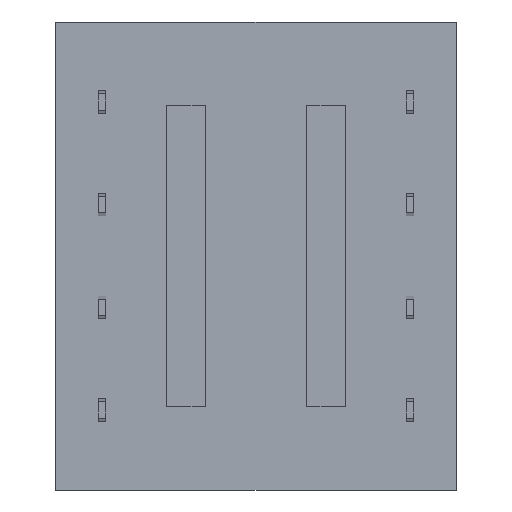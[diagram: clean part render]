
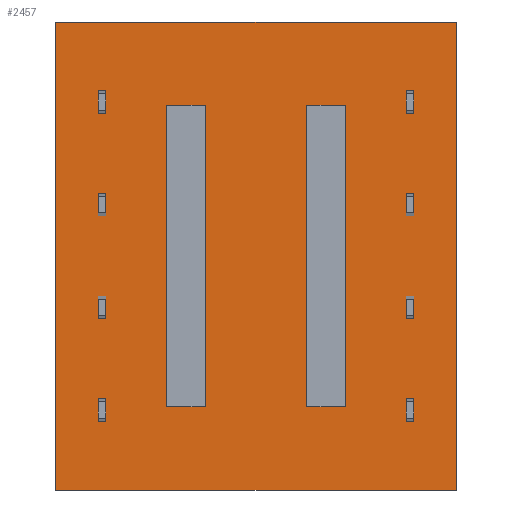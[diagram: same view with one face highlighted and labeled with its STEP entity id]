
A CAD part, front view. The second image highlights one B-rep face of the part: STEP entity #2457.
In plain terms, the highlighted planar face has unit normal (0, -1, 0).
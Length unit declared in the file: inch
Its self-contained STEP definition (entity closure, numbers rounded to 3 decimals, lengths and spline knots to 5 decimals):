
#44 = EDGE_CURVE ( 'NONE', #6007, #6948, #2059, .T. ) ;
#163 = FACE_BOUND ( 'NONE', #6999, .T. ) ;
#263 = VECTOR ( 'NONE', #5120, 39.37008 ) ;
#323 = DIRECTION ( 'NONE',  ( 0., 0., -1. ) ) ;
#449 = LINE ( 'NONE', #6589, #2965 ) ;
#498 = DIRECTION ( 'NONE',  ( -1., 0., 0. ) ) ;
#735 = CARTESIAN_POINT ( 'NONE',  ( -0.04941, -0.05413, 0.10079 ) ) ;
#860 = EDGE_CURVE ( 'NONE', #7222, #3024, #449, .T. ) ;
#907 = CARTESIAN_POINT ( 'NONE',  ( -0.19488, -0.05413, 0.18209 ) ) ;
#1008 = CARTESIAN_POINT ( 'NONE',  ( -0.04941, -0.05413, -0.19252 ) ) ;
#1146 = EDGE_LOOP ( 'NONE', ( #5891, #6713, #2396, #4537 ) ) ;
#1157 = VERTEX_POINT ( 'NONE', #1008 ) ;
#1197 = ORIENTED_EDGE ( 'NONE', *, *, #860, .T. ) ;
#1250 = CARTESIAN_POINT ( 'NONE',  ( 0.19488, -0.05413, -0.27382 ) ) ;
#1340 = ORIENTED_EDGE ( 'NONE', *, *, #1548, .T. ) ;
#1413 = DIRECTION ( 'NONE',  ( 0., 0., -1. ) ) ;
#1486 = LINE ( 'NONE', #735, #2964 ) ;
#1517 = DIRECTION ( 'NONE',  ( 1., 0., 0. ) ) ;
#1548 = EDGE_CURVE ( 'NONE', #3024, #6007, #5278, .T. ) ;
#1554 = VECTOR ( 'NONE', #2106, 39.37008 ) ;
#1656 = DIRECTION ( 'NONE',  ( 0., 0., 1. ) ) ;
#1760 = EDGE_CURVE ( 'NONE', #5265, #6701, #5473, .T. ) ;
#1965 = VECTOR ( 'NONE', #3523, 39.37008 ) ;
#2059 = LINE ( 'NONE', #907, #4548 ) ;
#2106 = DIRECTION ( 'NONE',  ( 0., 0., -1. ) ) ;
#2353 = DIRECTION ( 'NONE',  ( 0., 0., -1. ) ) ;
#2396 = ORIENTED_EDGE ( 'NONE', *, *, #3650, .F. ) ;
#2457 = ADVANCED_FACE ( 'NONE', ( #4554, #5757, #163 ), #3314, .F. ) ;
#2530 = DIRECTION ( 'NONE',  ( 0., 0., 1. ) ) ;
#2731 = VERTEX_POINT ( 'NONE', #5024 ) ;
#2733 = EDGE_CURVE ( 'NONE', #7442, #1157, #5872, .T. ) ;
#2771 = CARTESIAN_POINT ( 'NONE',  ( 0.0872, -0.05413, 0.10079 ) ) ;
#2964 = VECTOR ( 'NONE', #2530, 39.37008 ) ;
#2965 = VECTOR ( 'NONE', #1656, 39.37008 ) ;
#2972 = VECTOR ( 'NONE', #5093, 39.37008 ) ;
#2975 = LINE ( 'NONE', #4071, #5119 ) ;
#3003 = LINE ( 'NONE', #1250, #3355 ) ;
#3024 = VERTEX_POINT ( 'NONE', #3301 ) ;
#3038 = CARTESIAN_POINT ( 'NONE',  ( 0.0872, -0.05413, -0.19252 ) ) ;
#3231 = CARTESIAN_POINT ( 'NONE',  ( -0.0872, -0.05413, 0.10079 ) ) ;
#3301 = CARTESIAN_POINT ( 'NONE',  ( 0.19488, -0.05413, 0.18209 ) ) ;
#3314 = PLANE ( 'NONE',  #4772 ) ;
#3330 = CARTESIAN_POINT ( 'NONE',  ( 0.04941, -0.05413, 0.10079 ) ) ;
#3355 = VECTOR ( 'NONE', #6903, 39.37008 ) ;
#3516 = ORIENTED_EDGE ( 'NONE', *, *, #4742, .F. ) ;
#3523 = DIRECTION ( 'NONE',  ( -1., 0., 0. ) ) ;
#3532 = ORIENTED_EDGE ( 'NONE', *, *, #1760, .F. ) ;
#3558 = ORIENTED_EDGE ( 'NONE', *, *, #5779, .F. ) ;
#3646 = CARTESIAN_POINT ( 'NONE',  ( 0.04941, -0.05413, 0.10079 ) ) ;
#3650 = EDGE_CURVE ( 'NONE', #5097, #7442, #5340, .T. ) ;
#3814 = VECTOR ( 'NONE', #2353, 39.37008 ) ;
#3834 = ORIENTED_EDGE ( 'NONE', *, *, #6382, .F. ) ;
#4071 = CARTESIAN_POINT ( 'NONE',  ( 0.0872, -0.05413, 0.10079 ) ) ;
#4392 = ORIENTED_EDGE ( 'NONE', *, *, #6690, .F. ) ;
#4476 = DIRECTION ( 'NONE',  ( 0., 1., 0. ) ) ;
#4537 = ORIENTED_EDGE ( 'NONE', *, *, #5319, .F. ) ;
#4548 = VECTOR ( 'NONE', #323, 39.37008 ) ;
#4554 = FACE_BOUND ( 'NONE', #1146, .T. ) ;
#4742 = EDGE_CURVE ( 'NONE', #7222, #6948, #3003, .T. ) ;
#4761 = CARTESIAN_POINT ( 'NONE',  ( 0.04941, -0.05413, 0.10079 ) ) ;
#4772 = AXIS2_PLACEMENT_3D ( 'NONE', #5678, #4476, #1413 ) ;
#4925 = CARTESIAN_POINT ( 'NONE',  ( -0.0872, -0.05413, 0.10079 ) ) ;
#5024 = CARTESIAN_POINT ( 'NONE',  ( -0.04941, -0.05413, 0.10079 ) ) ;
#5062 = EDGE_CURVE ( 'NONE', #1157, #2731, #1486, .T. ) ;
#5081 = CARTESIAN_POINT ( 'NONE',  ( -0.19488, -0.05413, 0.18209 ) ) ;
#5093 = DIRECTION ( 'NONE',  ( -1., 0., 0. ) ) ;
#5097 = VERTEX_POINT ( 'NONE', #3231 ) ;
#5119 = VECTOR ( 'NONE', #6584, 39.37008 ) ;
#5120 = DIRECTION ( 'NONE',  ( 1., 0., 0. ) ) ;
#5182 = VECTOR ( 'NONE', #1517, 39.37008 ) ;
#5231 = VECTOR ( 'NONE', #498, 39.37008 ) ;
#5265 = VERTEX_POINT ( 'NONE', #2771 ) ;
#5278 = LINE ( 'NONE', #5882, #1965 ) ;
#5319 = EDGE_CURVE ( 'NONE', #2731, #5097, #6952, .T. ) ;
#5340 = LINE ( 'NONE', #7870, #3814 ) ;
#5371 = EDGE_LOOP ( 'NONE', ( #5551, #3516, #1197, #1340 ) ) ;
#5473 = LINE ( 'NONE', #3646, #5231 ) ;
#5539 = CARTESIAN_POINT ( 'NONE',  ( 0.04941, -0.05413, -0.19252 ) ) ;
#5551 = ORIENTED_EDGE ( 'NONE', *, *, #44, .T. ) ;
#5678 = CARTESIAN_POINT ( 'NONE',  ( 0., -0.05413, 0.05413 ) ) ;
#5757 = FACE_OUTER_BOUND ( 'NONE', #5371, .T. ) ;
#5779 = EDGE_CURVE ( 'NONE', #6701, #6833, #6613, .T. ) ;
#5872 = LINE ( 'NONE', #7841, #5182 ) ;
#5882 = CARTESIAN_POINT ( 'NONE',  ( 0.19488, -0.05413, 0.18209 ) ) ;
#5891 = ORIENTED_EDGE ( 'NONE', *, *, #5062, .F. ) ;
#6007 = VERTEX_POINT ( 'NONE', #5081 ) ;
#6206 = VERTEX_POINT ( 'NONE', #3038 ) ;
#6382 = EDGE_CURVE ( 'NONE', #6833, #6206, #7572, .T. ) ;
#6584 = DIRECTION ( 'NONE',  ( 0., 0., 1. ) ) ;
#6589 = CARTESIAN_POINT ( 'NONE',  ( 0.19488, -0.05413, -0.07382 ) ) ;
#6613 = LINE ( 'NONE', #3330, #1554 ) ;
#6676 = CARTESIAN_POINT ( 'NONE',  ( -0.0872, -0.05413, -0.19252 ) ) ;
#6690 = EDGE_CURVE ( 'NONE', #6206, #5265, #2975, .T. ) ;
#6701 = VERTEX_POINT ( 'NONE', #4761 ) ;
#6713 = ORIENTED_EDGE ( 'NONE', *, *, #2733, .F. ) ;
#6833 = VERTEX_POINT ( 'NONE', #5539 ) ;
#6903 = DIRECTION ( 'NONE',  ( -1., 0., 0. ) ) ;
#6948 = VERTEX_POINT ( 'NONE', #7157 ) ;
#6952 = LINE ( 'NONE', #4925, #2972 ) ;
#6999 = EDGE_LOOP ( 'NONE', ( #3834, #3558, #3532, #4392 ) ) ;
#7100 = CARTESIAN_POINT ( 'NONE',  ( 0.19488, -0.05413, -0.27382 ) ) ;
#7157 = CARTESIAN_POINT ( 'NONE',  ( -0.19488, -0.05413, -0.27382 ) ) ;
#7222 = VERTEX_POINT ( 'NONE', #7100 ) ;
#7442 = VERTEX_POINT ( 'NONE', #6676 ) ;
#7572 = LINE ( 'NONE', #7612, #263 ) ;
#7612 = CARTESIAN_POINT ( 'NONE',  ( 0.04941, -0.05413, -0.19252 ) ) ;
#7841 = CARTESIAN_POINT ( 'NONE',  ( -0.0872, -0.05413, -0.19252 ) ) ;
#7870 = CARTESIAN_POINT ( 'NONE',  ( -0.0872, -0.05413, 0.10079 ) ) ;
